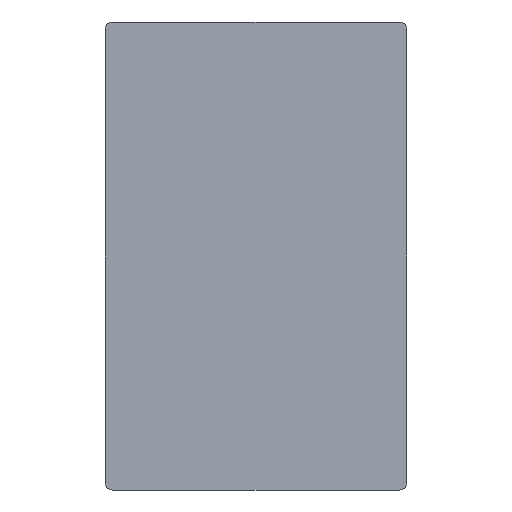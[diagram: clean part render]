
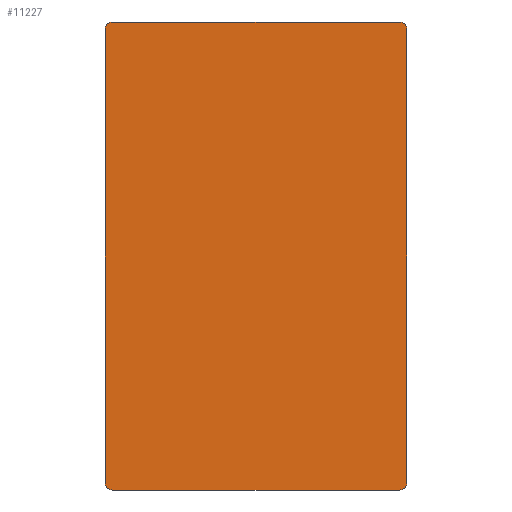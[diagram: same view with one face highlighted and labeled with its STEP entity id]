
A CAD part, left-side view. The second image highlights one B-rep face of the part: STEP entity #11227.
In plain terms, the highlighted planar face has unit normal (-1, 0, 0).
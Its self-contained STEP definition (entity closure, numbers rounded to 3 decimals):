
#1 = CARTESIAN_POINT ( 'NONE',  ( 0., 0.5, -31. ) ) ;
#415 = DIRECTION ( 'NONE',  ( 0., 1., 0. ) ) ;
#443 = CARTESIAN_POINT ( 'NONE',  ( 0., 0.5, 0. ) ) ;
#879 = EDGE_CURVE ( 'NONE', #10745, #14005, #14521, .T. ) ;
#997 = VECTOR ( 'NONE', #415, 1000. ) ;
#1227 = CARTESIAN_POINT ( 'NONE',  ( 0., 0.5, -0.5 ) ) ;
#1399 = CARTESIAN_POINT ( 'NONE',  ( 0., 0.5, -30.5 ) ) ;
#1707 = DIRECTION ( 'NONE',  ( 0., 0., -1. ) ) ;
#2013 = DIRECTION ( 'NONE',  ( -1., 0., 0. ) ) ;
#2455 = DIRECTION ( 'NONE',  ( 0., 0., 1. ) ) ;
#2627 = DIRECTION ( 'NONE',  ( 0., 0., 1. ) ) ;
#2694 = DIRECTION ( 'NONE',  ( 1., 0., 0. ) ) ;
#2707 = CARTESIAN_POINT ( 'NONE',  ( 0., 0., -30.5 ) ) ;
#2734 = CARTESIAN_POINT ( 'NONE',  ( 0., 19.5, -30.5 ) ) ;
#2796 = CIRCLE ( 'NONE', #6604, 0.5 ) ;
#2798 = ORIENTED_EDGE ( 'NONE', *, *, #3216, .F. ) ;
#3090 = ORIENTED_EDGE ( 'NONE', *, *, #9337, .F. ) ;
#3216 = EDGE_CURVE ( 'NONE', #10719, #12006, #13221, .T. ) ;
#3616 = ORIENTED_EDGE ( 'NONE', *, *, #7821, .F. ) ;
#3682 = CARTESIAN_POINT ( 'NONE',  ( 0., 0.5, 0. ) ) ;
#3886 = AXIS2_PLACEMENT_3D ( 'NONE', #1227, #9623, #2455 ) ;
#3946 = DIRECTION ( 'NONE',  ( 0., 0., -1. ) ) ;
#4150 = ORIENTED_EDGE ( 'NONE', *, *, #8849, .F. ) ;
#4994 = AXIS2_PLACEMENT_3D ( 'NONE', #9867, #2694, #11058 ) ;
#5070 = CARTESIAN_POINT ( 'NONE',  ( 0., 19.5, -31. ) ) ;
#5293 = VERTEX_POINT ( 'NONE', #5070 ) ;
#5393 = VECTOR ( 'NONE', #9923, 1000. ) ;
#5902 = CARTESIAN_POINT ( 'NONE',  ( 0., 20., -0.5 ) ) ;
#5920 = CIRCLE ( 'NONE', #3886, 0.5 ) ;
#5956 = EDGE_CURVE ( 'NONE', #12006, #8001, #13024, .T. ) ;
#6268 = VERTEX_POINT ( 'NONE', #11684 ) ;
#6604 = AXIS2_PLACEMENT_3D ( 'NONE', #2734, #11090, #3946 ) ;
#6677 = ORIENTED_EDGE ( 'NONE', *, *, #14742, .F. ) ;
#6773 = CARTESIAN_POINT ( 'NONE',  ( 0., 20., -30.5 ) ) ;
#7627 = DIRECTION ( 'NONE',  ( 0., -1., 0. ) ) ;
#7821 = EDGE_CURVE ( 'NONE', #14430, #6268, #10985, .T. ) ;
#8001 = VERTEX_POINT ( 'NONE', #1 ) ;
#8318 = ORIENTED_EDGE ( 'NONE', *, *, #5956, .F. ) ;
#8849 = EDGE_CURVE ( 'NONE', #6268, #10745, #8909, .T. ) ;
#8902 = CARTESIAN_POINT ( 'NONE',  ( 0., 0., -0.5 ) ) ;
#8909 = CIRCLE ( 'NONE', #4994, 0.5 ) ;
#9337 = EDGE_CURVE ( 'NONE', #14005, #10719, #5920, .T. ) ;
#9623 = DIRECTION ( 'NONE',  ( 1., 0., 0. ) ) ;
#9795 = DIRECTION ( 'NONE',  ( 1., 0., 0. ) ) ;
#9800 = CARTESIAN_POINT ( 'NONE',  ( 0., 19.5, 0. ) ) ;
#9828 = LINE ( 'NONE', #12373, #997 ) ;
#9867 = CARTESIAN_POINT ( 'NONE',  ( 0., 19.5, -0.5 ) ) ;
#9923 = DIRECTION ( 'NONE',  ( 0., 0., 1. ) ) ;
#9938 = ORIENTED_EDGE ( 'NONE', *, *, #10377, .F. ) ;
#10377 = EDGE_CURVE ( 'NONE', #8001, #5293, #9828, .T. ) ;
#10463 = VECTOR ( 'NONE', #1707, 1000. ) ;
#10719 = VERTEX_POINT ( 'NONE', #13247 ) ;
#10745 = VERTEX_POINT ( 'NONE', #9800 ) ;
#10985 = LINE ( 'NONE', #5902, #5393 ) ;
#11058 = DIRECTION ( 'NONE',  ( 0., 0., -1. ) ) ;
#11090 = DIRECTION ( 'NONE',  ( 1., 0., 0. ) ) ;
#11227 = ADVANCED_FACE ( 'NONE', ( #12752 ), #12754, .T. ) ;
#11279 = AXIS2_PLACEMENT_3D ( 'NONE', #11578, #2013, #13931 ) ;
#11389 = VECTOR ( 'NONE', #7627, 1000. ) ;
#11578 = CARTESIAN_POINT ( 'NONE',  ( 0., 0.5, -0.5 ) ) ;
#11684 = CARTESIAN_POINT ( 'NONE',  ( 0., 20., -0.5 ) ) ;
#12006 = VERTEX_POINT ( 'NONE', #2707 ) ;
#12286 = EDGE_LOOP ( 'NONE', ( #3090, #14970, #4150, #3616, #6677, #9938, #8318, #2798 ) ) ;
#12373 = CARTESIAN_POINT ( 'NONE',  ( 0., 0.5, -31. ) ) ;
#12538 = AXIS2_PLACEMENT_3D ( 'NONE', #1399, #9795, #2627 ) ;
#12752 = FACE_OUTER_BOUND ( 'NONE', #12286, .T. ) ;
#12754 = PLANE ( 'NONE',  #11279 ) ;
#13024 = CIRCLE ( 'NONE', #12538, 0.5 ) ;
#13221 = LINE ( 'NONE', #8902, #10463 ) ;
#13247 = CARTESIAN_POINT ( 'NONE',  ( 0., 0., -0.5 ) ) ;
#13931 = DIRECTION ( 'NONE',  ( 0., 0., 1. ) ) ;
#14005 = VERTEX_POINT ( 'NONE', #3682 ) ;
#14430 = VERTEX_POINT ( 'NONE', #6773 ) ;
#14521 = LINE ( 'NONE', #443, #11389 ) ;
#14742 = EDGE_CURVE ( 'NONE', #5293, #14430, #2796, .T. ) ;
#14970 = ORIENTED_EDGE ( 'NONE', *, *, #879, .F. ) ;
